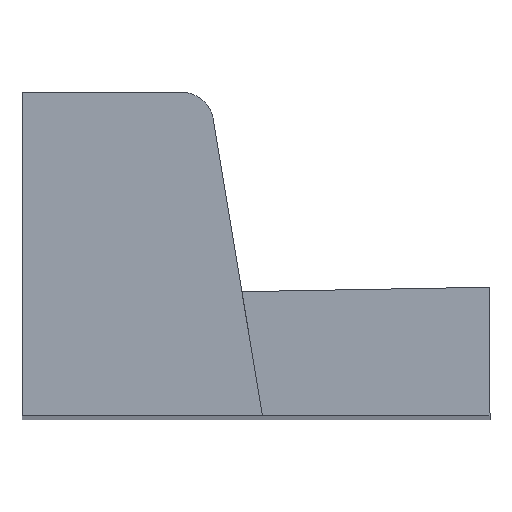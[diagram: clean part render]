
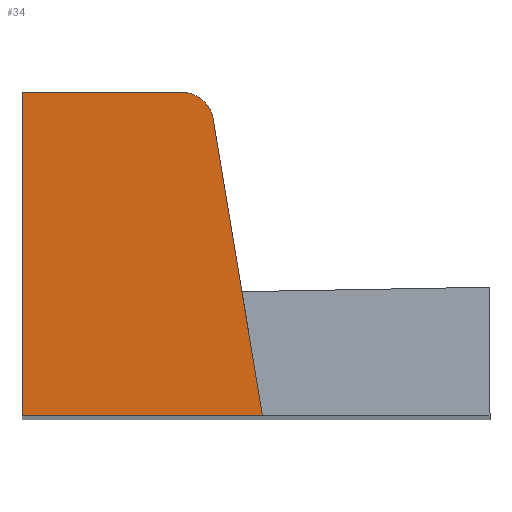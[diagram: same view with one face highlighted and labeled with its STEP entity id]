
A CAD part, top view. The second image highlights one B-rep face of the part: STEP entity #34.
In plain terms, the highlighted planar face has unit normal (0, 0, 1).
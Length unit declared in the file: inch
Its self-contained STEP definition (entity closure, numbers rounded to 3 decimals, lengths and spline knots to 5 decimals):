
#13=TRIMMED_CURVE($,#15,(#394),(#395),.T.,.CARTESIAN.);
#15=CIRCLE('',#301,0.02083);
#34=ADVANCED_FACE('',(#47),#195,.T.);
#47=FACE_OUTER_BOUND('',#60,.T.);
#60=EDGE_LOOP('',(#110,#111,#112,#113,#114));
#110=ORIENTED_EDGE('',*,*,#129,.T.);
#111=ORIENTED_EDGE('',*,*,#133,.T.);
#112=ORIENTED_EDGE('',*,*,#136,.T.);
#113=ORIENTED_EDGE('',*,*,#139,.T.);
#114=ORIENTED_EDGE('',*,*,#141,.T.);
#129=EDGE_CURVE('',#177,#176,#156,.T.);
#133=EDGE_CURVE('',#176,#179,#13,.T.);
#136=EDGE_CURVE('',#179,#181,#160,.T.);
#139=EDGE_CURVE('',#181,#183,#163,.T.);
#141=EDGE_CURVE('',#183,#177,#165,.T.);
#156=B_SPLINE_CURVE_WITH_KNOTS('',1,(#384,#385),.UNSPECIFIED.,.F.,.F.,(2,
2),(-40.2415,-30.93652),.UNSPECIFIED.);
#160=B_SPLINE_CURVE_WITH_KNOTS('',1,(#400,#401),.UNSPECIFIED.,.F.,.F.,(2,
2),(-29.5298,-24.58995),.UNSPECIFIED.);
#163=B_SPLINE_CURVE_WITH_KNOTS('',1,(#406,#407),.UNSPECIFIED.,.F.,.F.,(2,
2),(-24.58995,-14.57329),.UNSPECIFIED.);
#165=B_SPLINE_CURVE_WITH_KNOTS('',1,(#410,#411),.UNSPECIFIED.,.F.,.F.,(2,
2),(-14.57329,-7.12694),.UNSPECIFIED.);
#176=VERTEX_POINT('',#372);
#177=VERTEX_POINT('',#373);
#179=VERTEX_POINT('',#375);
#181=VERTEX_POINT('',#377);
#183=VERTEX_POINT('',#379);
#195=PLANE('',#299);
#299=AXIS2_PLACEMENT_3D('',#369,#317,$);
#301=AXIS2_PLACEMENT_3D($,#393,#320,#321);
#317=DIRECTION('',(0.,0.,1.));
#320=DIRECTION('',(0.,0.,1.));
#321=DIRECTION('',(0.987,0.163,0.));
#369=CARTESIAN_POINT('',(0.17452,0.23477,1.5));
#372=CARTESIAN_POINT('',(0.12347,0.19125,1.5));
#373=CARTESIAN_POINT('',(0.15513,0.,1.5));
#375=CARTESIAN_POINT('',(0.10291,0.20868,1.5));
#377=CARTESIAN_POINT('',(0.,0.20868,1.5));
#379=CARTESIAN_POINT('',(0.,0.,1.5));
#384=CARTESIAN_POINT('',(0.15513,0.,1.5));
#385=CARTESIAN_POINT('',(0.12347,0.19125,1.5));
#393=CARTESIAN_POINT('',(0.10291,0.18785,1.5));
#394=CARTESIAN_POINT('',(0.12347,0.19125,1.5));
#395=CARTESIAN_POINT('',(0.10291,0.20868,1.5));
#400=CARTESIAN_POINT('',(0.10291,0.20868,1.5));
#401=CARTESIAN_POINT('',(0.,0.20868,1.5));
#406=CARTESIAN_POINT('',(0.,0.20868,1.5));
#407=CARTESIAN_POINT('',(0.,0.,1.5));
#410=CARTESIAN_POINT('',(0.,0.,1.5));
#411=CARTESIAN_POINT('',(0.15513,0.,1.5));
